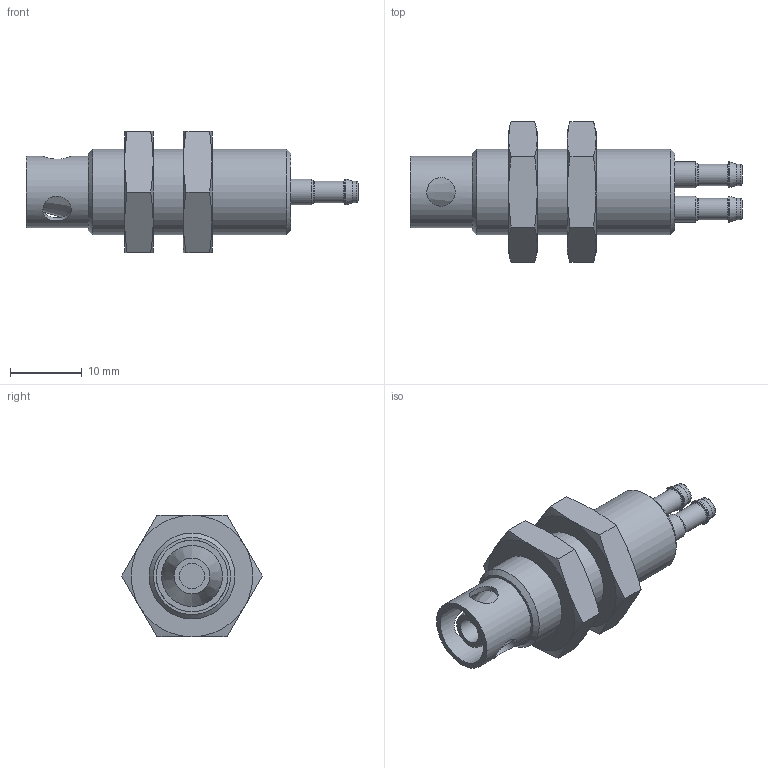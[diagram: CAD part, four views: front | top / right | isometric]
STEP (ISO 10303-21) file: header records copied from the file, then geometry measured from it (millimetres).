
FILE_DESCRIPTION(/* description */ ('STEP AP214'),/* implementation_level */ '2;1');
FILE_NAME(/* name */ '7050_RML-5',/* time_stamp */ '2024-09-14T22:22:09+02:00',/* author */ ('License CC BY-ND 4.0'),/* organization */ ('CADENAS'),/* preprocessor_version */ 'ST-DEVELOPER v19.3',/* originating_system */ 'PARTsolutions',/* authorisation */ ' ');
FILE_SCHEMA (('AUTOMOTIVE_DESIGN {1 0 10303 214 3 1 1}'));
Length unit declared in the file: millimetre
Products named in the file (1): 7050 RML-5
Bounding box: 46.4 x 19.63 x 17 mm (x, y, z)
Volume: 4767.1 mm3; surface area: 2834.3 mm2
Topology: 1 solids, 1 shells, 83 faces, 169 edges, 101 vertices
Faces by surface type: cone 31, plane 27, cylinder 19, torus 6
Full cylindrical faces by diameter (mm): 2 x2, 3 x4, 3.5 x1, 3.6 x4, 4 x3, 8.5 x1, 10 x1, 12 x3
Entity records: 2072 total; most frequent: CARTESIAN_POINT 514, DIRECTION 310, ORIENTED_EDGE 262, AXIS2_PLACEMENT_3D 149, EDGE_LOOP 134, FACE_BOUND 134, EDGE_CURVE 131, VERTEX_POINT 95
